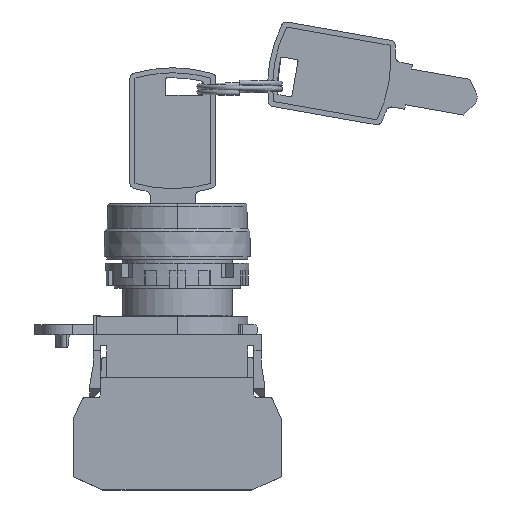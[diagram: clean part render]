
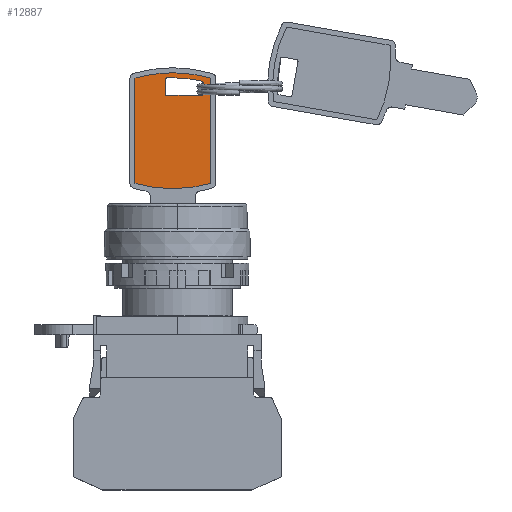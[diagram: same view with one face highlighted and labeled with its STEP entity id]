
A CAD part, left-side view. The second image highlights one B-rep face of the part: STEP entity #12887.
In plain terms, the highlighted planar face has unit normal (-1, 0, 0).
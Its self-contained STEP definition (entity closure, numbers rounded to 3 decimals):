
#243 = VERTEX_POINT ( 'NONE', #20797 ) ;
#749 = ORIENTED_EDGE ( 'NONE', *, *, #12644, .T. ) ;
#900 = AXIS2_PLACEMENT_3D ( 'NONE', #12594, #19954, #3421 ) ;
#1257 = CARTESIAN_POINT ( 'NONE',  ( -0.85, 8.4, 25. ) ) ;
#1416 = AXIS2_PLACEMENT_3D ( 'NONE', #14008, #21366, #4830 ) ;
#1741 = LINE ( 'NONE', #9089, #23837 ) ;
#2005 = CARTESIAN_POINT ( 'NONE',  ( -0.85, 0.9, 9.5 ) ) ;
#2075 = ORIENTED_EDGE ( 'NONE', *, *, #5126, .T. ) ;
#2105 = VERTEX_POINT ( 'NONE', #17137 ) ;
#2182 = CARTESIAN_POINT ( 'NONE',  ( -0.85, -5.1, 34.56 ) ) ;
#2333 = AXIS2_PLACEMENT_3D ( 'NONE', #9131, #16494, #23847 ) ;
#2407 = CIRCLE ( 'NONE', #15865, 27. ) ;
#2894 = EDGE_LOOP ( 'NONE', ( #20650, #2075, #22222, #20167, #18109 ) ) ;
#2991 = CARTESIAN_POINT ( 'NONE',  ( -0.85, -5.1, 32.3 ) ) ;
#3105 = CIRCLE ( 'NONE', #6209, 27. ) ;
#3421 = DIRECTION ( 'NONE',  ( 0., 0., 1. ) ) ;
#4360 = CARTESIAN_POINT ( 'NONE',  ( -0.85, -6.6, 14.563 ) ) ;
#4440 = DIRECTION ( 'NONE',  ( 0., 0., 1. ) ) ;
#4764 = AXIS2_PLACEMENT_3D ( 'NONE', #5651, #13018, #20370 ) ;
#4768 = VERTEX_POINT ( 'NONE', #11622 ) ;
#4830 = DIRECTION ( 'NONE',  ( 0., 0., 1. ) ) ;
#4835 = EDGE_CURVE ( 'NONE', #15754, #15308, #11821, .T. ) ;
#5067 = EDGE_CURVE ( 'NONE', #18562, #22699, #22632, .T. ) ;
#5095 = DIRECTION ( 'NONE',  ( -1., 0., 0. ) ) ;
#5126 = EDGE_CURVE ( 'NONE', #2105, #8222, #17789, .T. ) ;
#5371 = DIRECTION ( 'NONE',  ( 0., 1., 0. ) ) ;
#5651 = CARTESIAN_POINT ( 'NONE',  ( -0.85, 2.1, 35.172 ) ) ;
#6209 = AXIS2_PLACEMENT_3D ( 'NONE', #21240, #10249, #17626 ) ;
#6433 = DIRECTION ( 'NONE',  ( 0., 0., 1. ) ) ;
#6444 = DIRECTION ( 'NONE',  ( 1., 0., 0. ) ) ;
#6666 = EDGE_CURVE ( 'NONE', #4768, #15928, #1741, .T. ) ;
#6869 = LINE ( 'NONE', #14227, #9051 ) ;
#6901 = FACE_OUTER_BOUND ( 'NONE', #2894, .T. ) ;
#6977 = ORIENTED_EDGE ( 'NONE', *, *, #13891, .F. ) ;
#7548 = CARTESIAN_POINT ( 'NONE',  ( -0.85, 0.9, 35.5 ) ) ;
#7829 = VECTOR ( 'NONE', #5371, 1000. ) ;
#7866 = ORIENTED_EDGE ( 'NONE', *, *, #9896, .F. ) ;
#7972 = EDGE_CURVE ( 'NONE', #4768, #23379, #12710, .T. ) ;
#8222 = VERTEX_POINT ( 'NONE', #19362 ) ;
#8268 = CARTESIAN_POINT ( 'NONE',  ( -0.85, -4.8, 32.3 ) ) ;
#8552 = ORIENTED_EDGE ( 'NONE', *, *, #4835, .T. ) ;
#8610 = DIRECTION ( 'NONE',  ( 0., 0., -1. ) ) ;
#9051 = VECTOR ( 'NONE', #21590, 1000. ) ;
#9089 = CARTESIAN_POINT ( 'NONE',  ( -0.85, 2.4, 25. ) ) ;
#9131 = CARTESIAN_POINT ( 'NONE',  ( -0.85, 2.1, 32.3 ) ) ;
#9357 = DIRECTION ( 'NONE',  ( 1., 0., 0. ) ) ;
#9541 = CARTESIAN_POINT ( 'NONE',  ( -0.85, -4.867, 34.852 ) ) ;
#9868 = ORIENTED_EDGE ( 'NONE', *, *, #19689, .T. ) ;
#9896 = EDGE_CURVE ( 'NONE', #21014, #13512, #21976, .T. ) ;
#10249 = DIRECTION ( 'NONE',  ( 1., 0., 0. ) ) ;
#10399 = EDGE_CURVE ( 'NONE', #19551, #8222, #3105, .T. ) ;
#11179 = EDGE_LOOP ( 'NONE', ( #9868, #20859, #11449, #18571, #20138, #6977, #8552, #749, #7866 ) ) ;
#11296 = CIRCLE ( 'NONE', #900, 27. ) ;
#11449 = ORIENTED_EDGE ( 'NONE', *, *, #12556, .T. ) ;
#11471 = CARTESIAN_POINT ( 'NONE',  ( -0.85, 2.114, 35.472 ) ) ;
#11582 = AXIS2_PLACEMENT_3D ( 'NONE', #15610, #22957, #6433 ) ;
#11622 = CARTESIAN_POINT ( 'NONE',  ( -0.85, 2.4, 32.3 ) ) ;
#11821 = CIRCLE ( 'NONE', #1416, 26. ) ;
#12207 = AXIS2_PLACEMENT_3D ( 'NONE', #8268, #15629, #22980 ) ;
#12454 = DIRECTION ( 'NONE',  ( 0., 1., 0. ) ) ;
#12556 = EDGE_CURVE ( 'NONE', #18562, #23379, #14544, .T. ) ;
#12594 = CARTESIAN_POINT ( 'NONE',  ( -0.85, 0.9, 9.5 ) ) ;
#12644 = EDGE_CURVE ( 'NONE', #15308, #13512, #23220, .T. ) ;
#12710 = CIRCLE ( 'NONE', #2333, 0.3 ) ;
#12833 = AXIS2_PLACEMENT_3D ( 'NONE', #2005, #9357, #16719 ) ;
#12865 = VECTOR ( 'NONE', #4440, 1000. ) ;
#12887 = ADVANCED_FACE ( 'NONE', ( #23436, #6901 ), #14262, .T. ) ;
#13018 = DIRECTION ( 'NONE',  ( -1., 0., 0. ) ) ;
#13126 = VERTEX_POINT ( 'NONE', #22598 ) ;
#13216 = CARTESIAN_POINT ( 'NONE',  ( -0.85, 2.1, 32. ) ) ;
#13512 = VERTEX_POINT ( 'NONE', #9541 ) ;
#13620 = LINE ( 'NONE', #20982, #12865 ) ;
#13805 = DIRECTION ( 'NONE',  ( 0., 0., 1. ) ) ;
#13891 = EDGE_CURVE ( 'NONE', #15754, #15928, #15211, .T. ) ;
#14008 = CARTESIAN_POINT ( 'NONE',  ( -0.85, 0.9, 9.5 ) ) ;
#14227 = CARTESIAN_POINT ( 'NONE',  ( -0.85, -5.1, 25. ) ) ;
#14262 = PLANE ( 'NONE',  #23622 ) ;
#14544 = LINE ( 'NONE', #21902, #7829 ) ;
#15211 = CIRCLE ( 'NONE', #4764, 0.3 ) ;
#15308 = VERTEX_POINT ( 'NONE', #7548 ) ;
#15610 = CARTESIAN_POINT ( 'NONE',  ( -0.85, -4.8, 34.56 ) ) ;
#15629 = DIRECTION ( 'NONE',  ( -1., 0., 0. ) ) ;
#15754 = VERTEX_POINT ( 'NONE', #11471 ) ;
#15865 = AXIS2_PLACEMENT_3D ( 'NONE', #22968, #6444, #13805 ) ;
#15901 = CARTESIAN_POINT ( 'NONE',  ( -0.85, 2.4, 35.172 ) ) ;
#15928 = VERTEX_POINT ( 'NONE', #15901 ) ;
#16036 = CARTESIAN_POINT ( 'NONE',  ( -0.85, -4.8, 32. ) ) ;
#16456 = DIRECTION ( 'NONE',  ( 0., 0., 1. ) ) ;
#16494 = DIRECTION ( 'NONE',  ( -1., 0., 0. ) ) ;
#16719 = DIRECTION ( 'NONE',  ( 0., 0., 1. ) ) ;
#16720 = EDGE_CURVE ( 'NONE', #243, #13126, #2407, .T. ) ;
#17137 = CARTESIAN_POINT ( 'NONE',  ( -0.85, 8.4, 35.437 ) ) ;
#17626 = DIRECTION ( 'NONE',  ( 0., 0., 1. ) ) ;
#17789 = LINE ( 'NONE', #1257, #21455 ) ;
#17800 = EDGE_CURVE ( 'NONE', #2105, #243, #11296, .T. ) ;
#18109 = ORIENTED_EDGE ( 'NONE', *, *, #16720, .F. ) ;
#18562 = VERTEX_POINT ( 'NONE', #16036 ) ;
#18571 = ORIENTED_EDGE ( 'NONE', *, *, #7972, .F. ) ;
#19362 = CARTESIAN_POINT ( 'NONE',  ( -0.85, 8.4, 14.563 ) ) ;
#19551 = VERTEX_POINT ( 'NONE', #4360 ) ;
#19689 = EDGE_CURVE ( 'NONE', #21014, #22699, #6869, .T. ) ;
#19954 = DIRECTION ( 'NONE',  ( 1., 0., 0. ) ) ;
#19973 = EDGE_CURVE ( 'NONE', #19551, #13126, #13620, .T. ) ;
#20138 = ORIENTED_EDGE ( 'NONE', *, *, #6666, .T. ) ;
#20167 = ORIENTED_EDGE ( 'NONE', *, *, #19973, .T. ) ;
#20370 = DIRECTION ( 'NONE',  ( 0., 0., 1. ) ) ;
#20650 = ORIENTED_EDGE ( 'NONE', *, *, #17800, .F. ) ;
#20797 = CARTESIAN_POINT ( 'NONE',  ( -0.85, 0.9, 36.5 ) ) ;
#20859 = ORIENTED_EDGE ( 'NONE', *, *, #5067, .F. ) ;
#20982 = CARTESIAN_POINT ( 'NONE',  ( -0.85, -6.6, 25. ) ) ;
#21014 = VERTEX_POINT ( 'NONE', #2182 ) ;
#21240 = CARTESIAN_POINT ( 'NONE',  ( -0.85, 0.9, 40.5 ) ) ;
#21366 = DIRECTION ( 'NONE',  ( 1., 0., 0. ) ) ;
#21455 = VECTOR ( 'NONE', #8610, 1000. ) ;
#21590 = DIRECTION ( 'NONE',  ( 0., 0., -1. ) ) ;
#21627 = CARTESIAN_POINT ( 'NONE',  ( -0.85, -6.6, 36.638 ) ) ;
#21902 = CARTESIAN_POINT ( 'NONE',  ( -0.85, 0.9, 32. ) ) ;
#21976 = CIRCLE ( 'NONE', #11582, 0.3 ) ;
#22222 = ORIENTED_EDGE ( 'NONE', *, *, #10399, .F. ) ;
#22598 = CARTESIAN_POINT ( 'NONE',  ( -0.85, -6.6, 35.437 ) ) ;
#22632 = CIRCLE ( 'NONE', #12207, 0.3 ) ;
#22699 = VERTEX_POINT ( 'NONE', #2991 ) ;
#22957 = DIRECTION ( 'NONE',  ( -1., 0., 0. ) ) ;
#22968 = CARTESIAN_POINT ( 'NONE',  ( -0.85, 0.9, 9.5 ) ) ;
#22980 = DIRECTION ( 'NONE',  ( 0., 0., 1. ) ) ;
#23220 = CIRCLE ( 'NONE', #12833, 26. ) ;
#23379 = VERTEX_POINT ( 'NONE', #13216 ) ;
#23436 = FACE_BOUND ( 'NONE', #11179, .T. ) ;
#23622 = AXIS2_PLACEMENT_3D ( 'NONE', #21627, #5095, #12454 ) ;
#23837 = VECTOR ( 'NONE', #16456, 1000. ) ;
#23847 = DIRECTION ( 'NONE',  ( 0., 0., 1. ) ) ;
